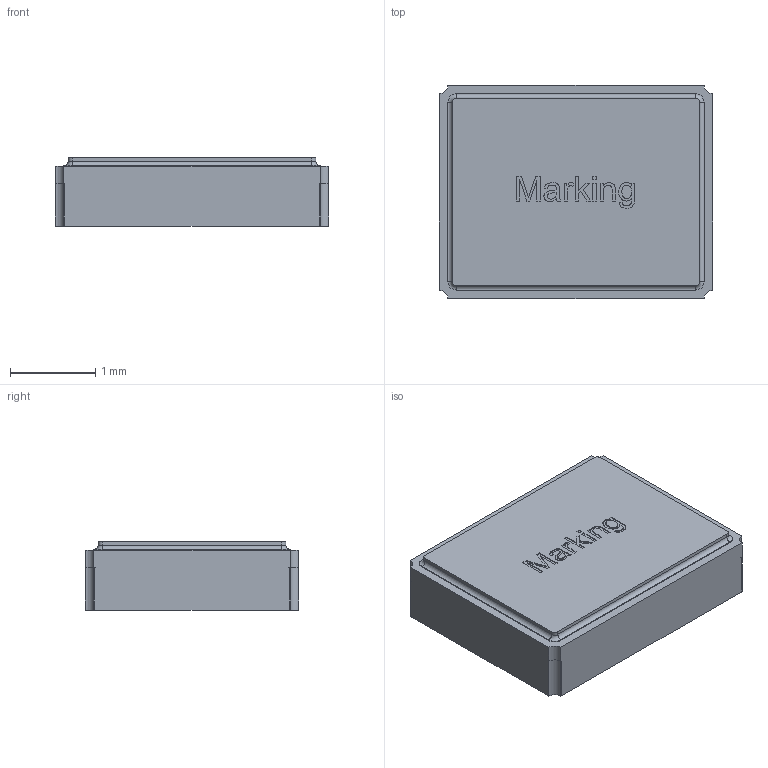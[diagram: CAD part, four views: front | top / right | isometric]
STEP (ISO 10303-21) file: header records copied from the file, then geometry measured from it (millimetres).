
FILE_DESCRIPTION(/* description */ ('Unknown'),/* implementation_level */ '2;1');
FILE_NAME(/* name */ 'CFPX-180_Marking',/* time_stamp */ '2026-03-23T14:45:31+01:00',/* author */ ('Unknown'),/* organization */ ('Unknown'),/* preprocessor_version */ 'ST-DEVELOPER v19.4',/* originating_system */ 'Solid Edge',/* authorisation */ 'Unknown');
FILE_SCHEMA (('AUTOMOTIVE_DESIGN {1 0 10303 214 3 1 1}'));
Length unit declared in the file: millimetre
Products named in the file (4): CFPX-180_Marking; Body; pad; Lid_Marking
Assembly tree (3 placements, depth 2):
  CFPX-180_Marking
    Body
    pad
    Lid_Marking
Bounding box: 3.2 x 2.5 x 0.8 mm (x, y, z)
Volume: 6.2 mm3; surface area: 57.8 mm2
Topology: 6 solids, 6 shells, 199 faces, 515 edges, 338 vertices
Faces by surface type: plane 142, bspline 30, cylinder 23, torus 4
Entity records: 7371 total; most frequent: CARTESIAN_POINT 1757, ORIENTED_EDGE 1028, DIRECTION 846, EDGE_CURVE 514, LINE 408, VECTOR 408, VERTEX_POINT 338, AXIS2_PLACEMENT_3D 219
